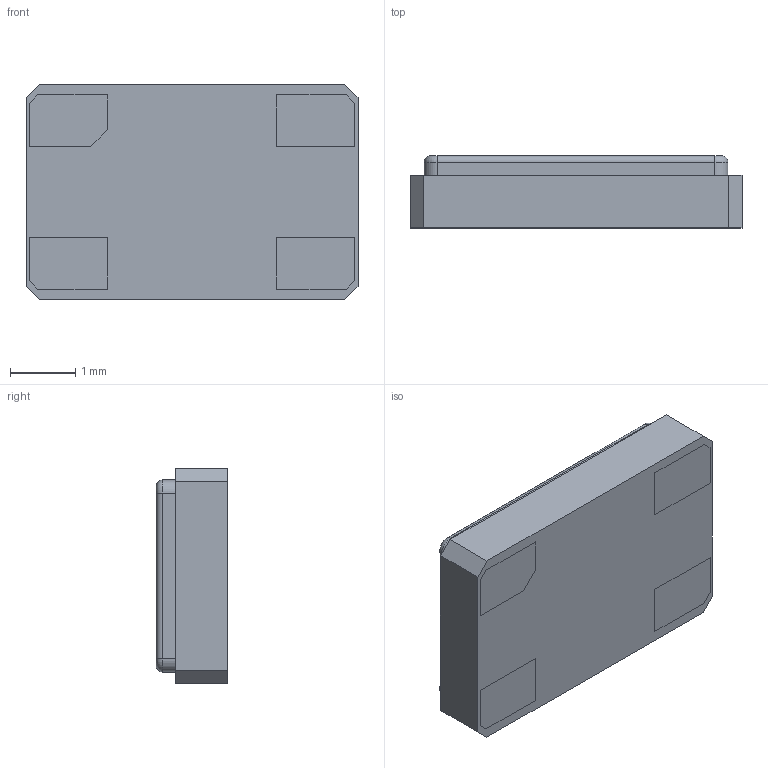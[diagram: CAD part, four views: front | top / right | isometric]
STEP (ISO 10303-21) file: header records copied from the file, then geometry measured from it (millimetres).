
FILE_DESCRIPTION (( 'STEP AP214' ), '1' );
FILE_NAME ('ABM3B-19.200MHZ-10-1-U-T.STEP', '2020-10-05T19:32:37', ( '' ), ( '' ), 'SwSTEP 2.0', 'SolidWorks 2017', '' );
FILE_SCHEMA (( 'AUTOMOTIVE_DESIGN' ));
Length unit declared in the file: inch
Products named in the file (1): ABM3B-19.200MHZ-10-1-U-T
Bounding box: 5.08 x 1.1 x 3.3 mm (x, y, z)
Volume: 17.4 mm3; surface area: 100.5 mm2
Topology: 6 solids, 6 shells, 82 faces, 190 edges, 124 vertices
Faces by surface type: plane 70, cylinder 8, torus 4
Entity records: 2385 total; most frequent: CARTESIAN_POINT 397, ORIENTED_EDGE 380, DIRECTION 376, EDGE_CURVE 190, LINE 170, VECTOR 170, VERTEX_POINT 124, AXIS2_PLACEMENT_3D 103
